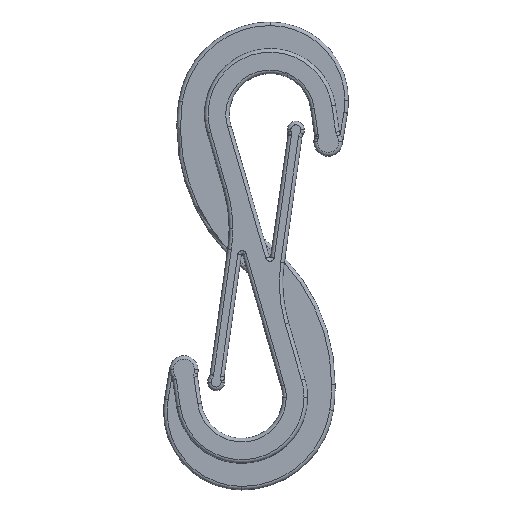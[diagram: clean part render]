
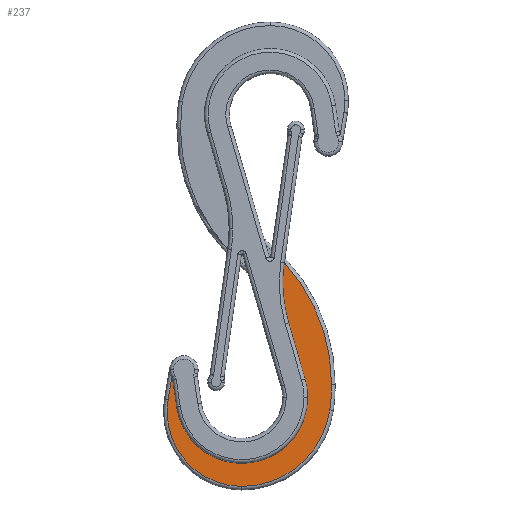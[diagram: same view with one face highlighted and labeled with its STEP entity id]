
A CAD part, top view. The second image highlights one B-rep face of the part: STEP entity #237.
In plain terms, the highlighted planar face has unit normal (0, 0, 1).
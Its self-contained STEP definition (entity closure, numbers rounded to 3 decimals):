
#21 = CARTESIAN_POINT ( 'NONE',  ( 4.57, -9.403, 1.3 ) ) ;
#43 = CIRCLE ( 'NONE', #5596, 9.25 ) ;
#65 = EDGE_CURVE ( 'NONE', #5824, #1929, #2352, .T. ) ;
#74 = AXIS2_PLACEMENT_3D ( 'NONE', #2850, #3405, #5239 ) ;
#86 = EDGE_CURVE ( 'NONE', #2829, #5600, #5811, .T. ) ;
#185 = CARTESIAN_POINT ( 'NONE',  ( -11.153, -21.233, 1.3 ) ) ;
#212 = DIRECTION ( 'NONE',  ( -0.14, -0.99, 0. ) ) ;
#237 = ADVANCED_FACE ( 'NONE', ( #2492 ), #593, .T. ) ;
#373 = VERTEX_POINT ( 'NONE', #3967 ) ;
#498 = CARTESIAN_POINT ( 'NONE',  ( -14.873, -18.089, 1.3 ) ) ;
#528 = DIRECTION ( 'NONE',  ( 0., 0., 1. ) ) ;
#560 = EDGE_CURVE ( 'NONE', #1353, #790, #5154, .T. ) ;
#593 = PLANE ( 'NONE',  #5895 ) ;
#752 = AXIS2_PLACEMENT_3D ( 'NONE', #498, #528, #5702 ) ;
#790 = VERTEX_POINT ( 'NONE', #3000 ) ;
#1054 = CARTESIAN_POINT ( 'NONE',  ( 23.768, -3.795, 1.3 ) ) ;
#1141 = CARTESIAN_POINT ( 'NONE',  ( 6.879, -17.306, 1.3 ) ) ;
#1224 = VERTEX_POINT ( 'NONE', #1854 ) ;
#1230 = CARTESIAN_POINT ( 'NONE',  ( -14.873, -18.089, 1.3 ) ) ;
#1257 = VERTEX_POINT ( 'NONE', #6076 ) ;
#1276 = ORIENTED_EDGE ( 'NONE', *, *, #2912, .T. ) ;
#1315 = ORIENTED_EDGE ( 'NONE', *, *, #560, .T. ) ;
#1353 = VERTEX_POINT ( 'NONE', #5282 ) ;
#1402 = ORIENTED_EDGE ( 'NONE', *, *, #4569, .T. ) ;
#1502 = VERTEX_POINT ( 'NONE', #3015 ) ;
#1543 = EDGE_CURVE ( 'NONE', #1929, #5475, #43, .T. ) ;
#1673 = AXIS2_PLACEMENT_3D ( 'NONE', #2579, #4494, #3080 ) ;
#1719 = EDGE_CURVE ( 'NONE', #5475, #5544, #3444, .T. ) ;
#1751 = CARTESIAN_POINT ( 'NONE',  ( -2., -32.4, 1.3 ) ) ;
#1752 = CARTESIAN_POINT ( 'NONE',  ( -12.691, -17.615, 1.3 ) ) ;
#1848 = CIRCLE ( 'NONE', #1673, 10.5 ) ;
#1854 = CARTESIAN_POINT ( 'NONE',  ( 3.976, -0.915, 1.3 ) ) ;
#1883 = CARTESIAN_POINT ( 'NONE',  ( 1.231, -20.356, 1.3 ) ) ;
#1913 = CIRCLE ( 'NONE', #752, 25.5 ) ;
#1929 = VERTEX_POINT ( 'NONE', #1141 ) ;
#1949 = VECTOR ( 'NONE', #6009, 1000. ) ;
#2061 = CARTESIAN_POINT ( 'NONE',  ( -2., -19.9, 1.3 ) ) ;
#2071 = ORIENTED_EDGE ( 'NONE', *, *, #2263, .T. ) ;
#2079 = ORIENTED_EDGE ( 'NONE', *, *, #2766, .T. ) ;
#2086 = DIRECTION ( 'NONE',  ( -0.165, -0.986, 0. ) ) ;
#2157 = CARTESIAN_POINT ( 'NONE',  ( 10.378, -21.64, 1.3 ) ) ;
#2202 = AXIS2_PLACEMENT_3D ( 'NONE', #1752, #5557, #5129 ) ;
#2263 = EDGE_CURVE ( 'NONE', #5600, #373, #1913, .T. ) ;
#2352 = LINE ( 'NONE', #4145, #3970 ) ;
#2492 = FACE_OUTER_BOUND ( 'NONE', #3536, .T. ) ;
#2571 = EDGE_CURVE ( 'NONE', #790, #2829, #1848, .T. ) ;
#2579 = CARTESIAN_POINT ( 'NONE',  ( -2., -21.9, 1.3 ) ) ;
#2640 = VECTOR ( 'NONE', #2086, 1000. ) ;
#2696 = EDGE_CURVE ( 'NONE', #5544, #1353, #3986, .T. ) ;
#2700 = DIRECTION ( 'NONE',  ( 1., 0., 0. ) ) ;
#2766 = EDGE_CURVE ( 'NONE', #1224, #1502, #5243, .T. ) ;
#2829 = VERTEX_POINT ( 'NONE', #1751 ) ;
#2850 = CARTESIAN_POINT ( 'NONE',  ( 23.768, -3.795, 1.3 ) ) ;
#2912 = EDGE_CURVE ( 'NONE', #1502, #1257, #4809, .T. ) ;
#2918 = DIRECTION ( 'NONE',  ( 0., 0., 1. ) ) ;
#2959 = AXIS2_PLACEMENT_3D ( 'NONE', #1230, #3166, #2700 ) ;
#3000 = CARTESIAN_POINT ( 'NONE',  ( -12.356, -20.164, 1.3 ) ) ;
#3015 = CARTESIAN_POINT ( 'NONE',  ( 3.964, -0.999, 1.3 ) ) ;
#3032 = ORIENTED_EDGE ( 'NONE', *, *, #2696, .T. ) ;
#3039 = AXIS2_PLACEMENT_3D ( 'NONE', #1054, #3401, #3858 ) ;
#3080 = DIRECTION ( 'NONE',  ( 1., 0., 0. ) ) ;
#3107 = CARTESIAN_POINT ( 'NONE',  ( -11.701, -17.471, 1.3 ) ) ;
#3166 = DIRECTION ( 'NONE',  ( 0., 0., 1. ) ) ;
#3192 = ORIENTED_EDGE ( 'NONE', *, *, #2571, .T. ) ;
#3401 = DIRECTION ( 'NONE',  ( 0., 0., 1. ) ) ;
#3405 = DIRECTION ( 'NONE',  ( 0., 0., 1. ) ) ;
#3421 = CARTESIAN_POINT ( 'NONE',  ( -2., -19.9, 1.3 ) ) ;
#3444 = LINE ( 'NONE', #4598, #1949 ) ;
#3536 = EDGE_LOOP ( 'NONE', ( #3032, #1315, #3192, #4722, #2071, #1402, #2079, #1276, #3925, #5591, #5315, #5362 ) ) ;
#3842 = AXIS2_PLACEMENT_3D ( 'NONE', #5177, #6109, #3861 ) ;
#3858 = DIRECTION ( 'NONE',  ( 1., 0., 0. ) ) ;
#3861 = DIRECTION ( 'NONE',  ( 1., 0., 0. ) ) ;
#3898 = VECTOR ( 'NONE', #212, 1000. ) ;
#3925 = ORIENTED_EDGE ( 'NONE', *, *, #4762, .T. ) ;
#3955 = DIRECTION ( 'NONE',  ( 1., 0., 0. ) ) ;
#3967 = CARTESIAN_POINT ( 'NONE',  ( 10.627, -18.089, 1.3 ) ) ;
#3970 = VECTOR ( 'NONE', #4234, 1000. ) ;
#3986 = CIRCLE ( 'NONE', #2202, 1. ) ;
#4140 = CIRCLE ( 'NONE', #74, 20. ) ;
#4145 = CARTESIAN_POINT ( 'NONE',  ( 1.119, 2.41, 1.3 ) ) ;
#4234 = DIRECTION ( 'NONE',  ( 0.28, -0.96, 0. ) ) ;
#4308 = DIRECTION ( 'NONE',  ( 1., 0., 0. ) ) ;
#4494 = DIRECTION ( 'NONE',  ( 0., 0., 1. ) ) ;
#4569 = EDGE_CURVE ( 'NONE', #373, #1224, #5400, .T. ) ;
#4598 = CARTESIAN_POINT ( 'NONE',  ( -11.153, -21.233, 1.3 ) ) ;
#4722 = ORIENTED_EDGE ( 'NONE', *, *, #86, .T. ) ;
#4762 = EDGE_CURVE ( 'NONE', #1257, #5824, #4140, .T. ) ;
#4809 = CIRCLE ( 'NONE', #3039, 20. ) ;
#5129 = DIRECTION ( 'NONE',  ( 1., 0., 0. ) ) ;
#5154 = LINE ( 'NONE', #5920, #2640 ) ;
#5177 = CARTESIAN_POINT ( 'NONE',  ( -2., -19.9, 1.3 ) ) ;
#5239 = DIRECTION ( 'NONE',  ( 1., 0., 0. ) ) ;
#5243 = LINE ( 'NONE', #1883, #3898 ) ;
#5282 = CARTESIAN_POINT ( 'NONE',  ( -11.84, -17.089, 1.3 ) ) ;
#5315 = ORIENTED_EDGE ( 'NONE', *, *, #1543, .T. ) ;
#5362 = ORIENTED_EDGE ( 'NONE', *, *, #1719, .T. ) ;
#5400 = CIRCLE ( 'NONE', #2959, 25.5 ) ;
#5475 = VERTEX_POINT ( 'NONE', #185 ) ;
#5544 = VERTEX_POINT ( 'NONE', #3107 ) ;
#5557 = DIRECTION ( 'NONE',  ( 0., 0., 1. ) ) ;
#5591 = ORIENTED_EDGE ( 'NONE', *, *, #65, .T. ) ;
#5596 = AXIS2_PLACEMENT_3D ( 'NONE', #2061, #5822, #3955 ) ;
#5600 = VERTEX_POINT ( 'NONE', #2157 ) ;
#5702 = DIRECTION ( 'NONE',  ( 1., 0., 0. ) ) ;
#5811 = CIRCLE ( 'NONE', #3842, 12.5 ) ;
#5822 = DIRECTION ( 'NONE',  ( 0., 0., -1. ) ) ;
#5824 = VERTEX_POINT ( 'NONE', #21 ) ;
#5895 = AXIS2_PLACEMENT_3D ( 'NONE', #3421, #2918, #4308 ) ;
#5920 = CARTESIAN_POINT ( 'NONE',  ( -12.356, -20.164, 1.3 ) ) ;
#6009 = DIRECTION ( 'NONE',  ( -0.144, 0.99, 0. ) ) ;
#6076 = CARTESIAN_POINT ( 'NONE',  ( 3.768, -3.795, 1.3 ) ) ;
#6109 = DIRECTION ( 'NONE',  ( 0., 0., 1. ) ) ;
